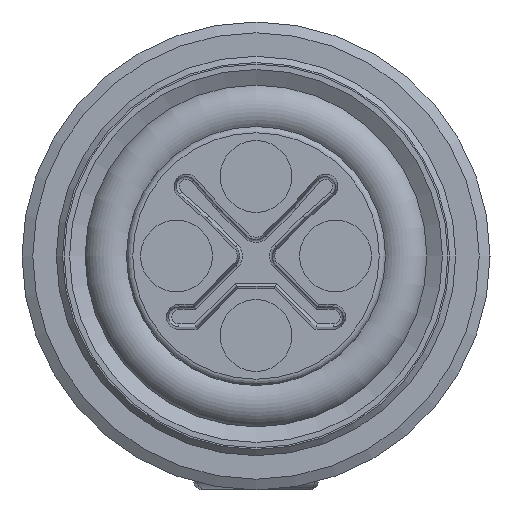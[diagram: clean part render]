
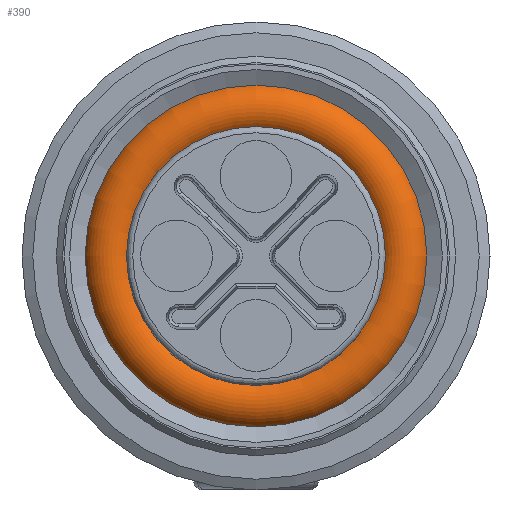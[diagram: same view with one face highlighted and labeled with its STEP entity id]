
A CAD part, left-side view. The second image highlights one B-rep face of the part: STEP entity #390.
In plain terms, the highlighted toroidal (fillet/blend) face has major radius 4.7 mm and minor radius 0.85 mm.
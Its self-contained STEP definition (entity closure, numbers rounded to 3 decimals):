
#96=TOROIDAL_SURFACE('',#3433,4.7,0.85);
#209=FACE_BOUND('',#865,.T.);
#210=FACE_BOUND('',#866,.T.);
#390=ADVANCED_FACE('',(#209,#210),#96,.T.);
#865=EDGE_LOOP('',(#1571));
#866=EDGE_LOOP('',(#1572));
#1571=ORIENTED_EDGE('',*,*,#2492,.F.);
#1572=ORIENTED_EDGE('',*,*,#2493,.T.);
#2111=VERTEX_POINT('',#7574);
#2112=VERTEX_POINT('',#7576);
#2492=EDGE_CURVE('',#2111,#2111,#3133,.T.);
#2493=EDGE_CURVE('',#2112,#2112,#3134,.T.);
#3133=CIRCLE('',#3431,4.15);
#3134=CIRCLE('',#3432,5.475);
#3431=AXIS2_PLACEMENT_3D('',#7573,#4116,#4117);
#3432=AXIS2_PLACEMENT_3D('',#7575,#4118,#4119);
#3433=AXIS2_PLACEMENT_3D('',#7577,#4120,#4121);
#4116=DIRECTION('',(-1.,0.,0.));
#4117=DIRECTION('',(0.,0.,-1.));
#4118=DIRECTION('',(-1.,0.,0.));
#4119=DIRECTION('',(0.,0.,-1.));
#4120=DIRECTION('',(-1.,0.,0.));
#4121=DIRECTION('',(0.,0.,1.));
#7573=CARTESIAN_POINT('',(45.552,50.,0.));
#7574=CARTESIAN_POINT('',(45.552,50.,-4.15));
#7575=CARTESIAN_POINT('',(45.851,50.,0.));
#7576=CARTESIAN_POINT('',(45.851,50.,-5.475));
#7577=CARTESIAN_POINT('',(46.2,50.,0.));
